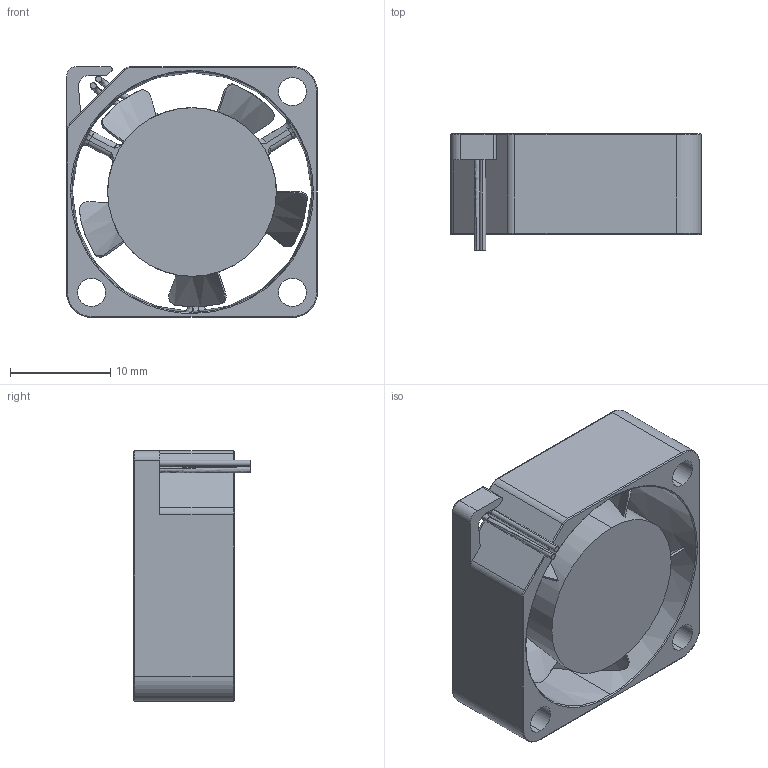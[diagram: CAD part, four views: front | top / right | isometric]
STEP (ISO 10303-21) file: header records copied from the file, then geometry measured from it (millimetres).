
FILE_DESCRIPTION (( 'STEP AP214' ), '1' );
FILE_NAME ('Same_Sky_CFM-2510B-070-140.step', '2024-10-01T18:23:49', ( '' ), ( '' ), 'SwSTEP 2.0', 'SolidWorks 2024', '' );
FILE_SCHEMA (( 'AUTOMOTIVE_DESIGN' ));
Length unit declared in the file: inch
Products named in the file (1): Same_Sky_CFM-2510B-070-140
Bounding box: 25 x 11.6 x 25 mm (x, y, z)
Volume: 3392.7 mm3; surface area: 4013.2 mm2
Topology: 3 solids, 4 shells, 232 faces, 597 edges, 378 vertices
Faces by surface type: cylinder 74, bspline 58, plane 50, torus 43, cone 7
Entity records: 11420 total; most frequent: CARTESIAN_POINT 6225, ORIENTED_EDGE 1194, DIRECTION 922, EDGE_CURVE 597, VERTEX_POINT 378, AXIS2_PLACEMENT_3D 370, EDGE_LOOP 251, FACE_OUTER_BOUND 232
